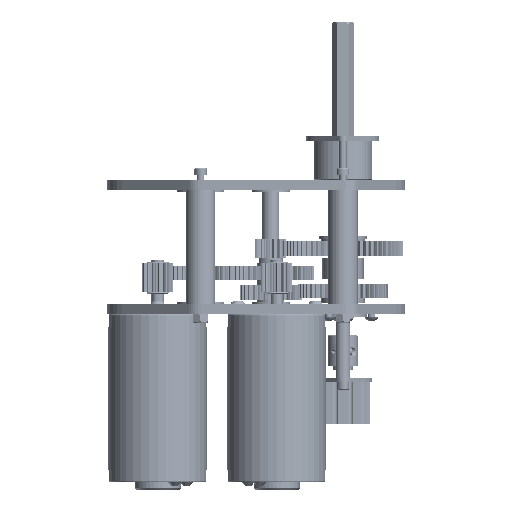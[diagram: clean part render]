
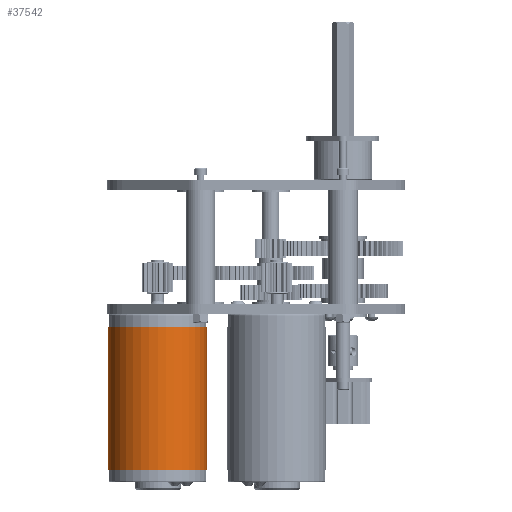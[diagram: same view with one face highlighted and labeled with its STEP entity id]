
A CAD part, left-side view. The second image highlights one B-rep face of the part: STEP entity #37542.
In plain terms, the highlighted cylindrical face has radius 32.004 mm (diameter 64.008 mm), a partial arc.
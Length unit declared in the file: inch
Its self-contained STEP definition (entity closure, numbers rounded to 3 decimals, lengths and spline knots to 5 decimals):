
#136 = ORIENTED_EDGE ( 'NONE', *, *, #7671, .T. ) ;
#4834 = VERTEX_POINT ( 'NONE', #55197 ) ;
#5538 = CARTESIAN_POINT ( 'NONE',  ( 3.99096, 0., -1.26 ) ) ;
#7671 = EDGE_CURVE ( 'NONE', #142973, #4834, #108176, .T. ) ;
#7791 = CYLINDRICAL_SURFACE ( 'NONE', #13524, 1.26 ) ;
#12803 = CARTESIAN_POINT ( 'NONE',  ( 3.99096, 0., 1.26 ) ) ;
#13524 = AXIS2_PLACEMENT_3D ( 'NONE', #101113, #92067, #92589 ) ;
#20879 = DIRECTION ( 'NONE',  ( 1., 0., 0. ) ) ;
#22734 = CARTESIAN_POINT ( 'NONE',  ( 0., 0., -1.26 ) ) ;
#23099 = FACE_OUTER_BOUND ( 'NONE', #82363, .T. ) ;
#24963 = VERTEX_POINT ( 'NONE', #12803 ) ;
#32129 = AXIS2_PLACEMENT_3D ( 'NONE', #93649, #20879, #105906 ) ;
#34934 = DIRECTION ( 'NONE',  ( 1., 0., 0. ) ) ;
#37542 = ADVANCED_FACE ( 'NONE', ( #23099 ), #7791, .T. ) ;
#38340 = VECTOR ( 'NONE', #126019, 39.37008 ) ;
#39897 = CARTESIAN_POINT ( 'NONE',  ( 3.99096, 0., 0. ) ) ;
#40971 = CARTESIAN_POINT ( 'NONE',  ( 0., 0., 1.26 ) ) ;
#49334 = AXIS2_PLACEMENT_3D ( 'NONE', #39897, #124931, #52079 ) ;
#51346 = ORIENTED_EDGE ( 'NONE', *, *, #79813, .F. ) ;
#51901 = EDGE_CURVE ( 'NONE', #4834, #24963, #135316, .T. ) ;
#52079 = DIRECTION ( 'NONE',  ( 0., 0., -1. ) ) ;
#55197 = CARTESIAN_POINT ( 'NONE',  ( 0.324, 0., 1.26 ) ) ;
#61226 = ORIENTED_EDGE ( 'NONE', *, *, #51901, .T. ) ;
#68001 = CARTESIAN_POINT ( 'NONE',  ( 0.324, 0., -1.26 ) ) ;
#79813 = EDGE_CURVE ( 'NONE', #124078, #24963, #87556, .T. ) ;
#82363 = EDGE_LOOP ( 'NONE', ( #136, #61226, #51346, #115913 ) ) ;
#87556 = CIRCLE ( 'NONE', #49334, 1.26 ) ;
#92067 = DIRECTION ( 'NONE',  ( 1., 0., 0. ) ) ;
#92589 = DIRECTION ( 'NONE',  ( 0., 0., -1. ) ) ;
#93649 = CARTESIAN_POINT ( 'NONE',  ( 0.324, 0., 0. ) ) ;
#101113 = CARTESIAN_POINT ( 'NONE',  ( 0., 0., 0. ) ) ;
#105906 = DIRECTION ( 'NONE',  ( 0., 0., -1. ) ) ;
#108176 = CIRCLE ( 'NONE', #32129, 1.26 ) ;
#115073 = VECTOR ( 'NONE', #34934, 39.37008 ) ;
#115913 = ORIENTED_EDGE ( 'NONE', *, *, #140331, .F. ) ;
#124078 = VERTEX_POINT ( 'NONE', #5538 ) ;
#124931 = DIRECTION ( 'NONE',  ( 1., 0., 0. ) ) ;
#126019 = DIRECTION ( 'NONE',  ( 1., 0., 0. ) ) ;
#135316 = LINE ( 'NONE', #40971, #38340 ) ;
#140331 = EDGE_CURVE ( 'NONE', #142973, #124078, #151205, .T. ) ;
#142973 = VERTEX_POINT ( 'NONE', #68001 ) ;
#151205 = LINE ( 'NONE', #22734, #115073 ) ;
